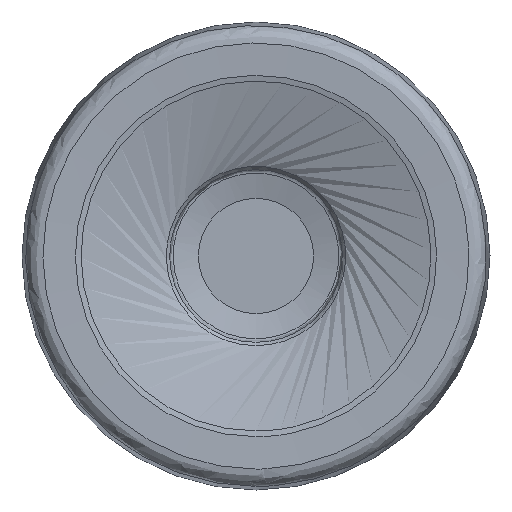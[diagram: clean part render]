
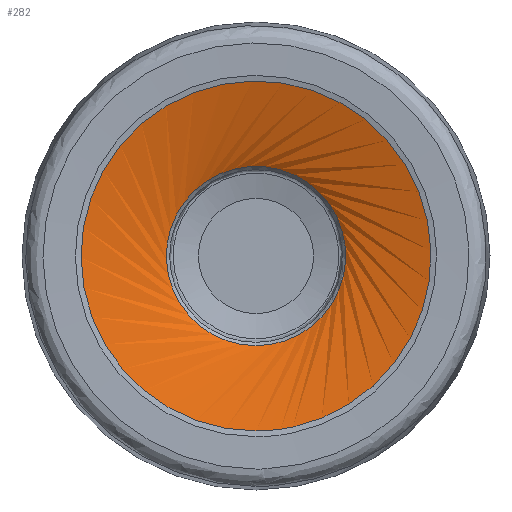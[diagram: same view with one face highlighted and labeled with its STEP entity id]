
A CAD part, left-side view. The second image highlights one B-rep face of the part: STEP entity #282.
In plain terms, the highlighted face is a revolution surface.
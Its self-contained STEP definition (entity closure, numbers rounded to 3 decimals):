
#42=SURFACE_OF_REVOLUTION('',#64,#56);
#56=AXIS1_PLACEMENT('',#738,#641);
#64=LINE('',#737,#72);
#72=VECTOR('',#640,2.565);
#252=FACE_BOUND('',#339,.T.);
#253=FACE_BOUND('',#340,.T.);
#282=ADVANCED_FACE('',(#252,#253),#42,.T.);
#339=EDGE_LOOP('',(#393));
#340=EDGE_LOOP('',(#394));
#393=ORIENTED_EDGE('',*,*,#450,.F.);
#394=ORIENTED_EDGE('',*,*,#449,.T.);
#422=VERTEX_POINT('',#732);
#423=VERTEX_POINT('',#736);
#449=EDGE_CURVE('',#422,#422,#476,.T.);
#450=EDGE_CURVE('',#423,#423,#477,.T.);
#476=CIRCLE('',#523,1.945);
#477=CIRCLE('',#525,3.797);
#523=AXIS2_PLACEMENT_3D('',#731,#633,#634);
#525=AXIS2_PLACEMENT_3D('',#735,#638,#639);
#633=DIRECTION('',(1.,0.,0.));
#634=DIRECTION('',(0.,0.,-1.));
#638=DIRECTION('',(1.,0.,0.));
#639=DIRECTION('',(0.,0.,-1.));
#640=DIRECTION('',(-0.256,-0.909,-0.33));
#641=DIRECTION('',(1.,0.,0.));
#731=CARTESIAN_POINT('',(0.73,0.,0.));
#732=CARTESIAN_POINT('',(0.73,0.,-1.945));
#735=CARTESIAN_POINT('',(0.075,0.,0.));
#736=CARTESIAN_POINT('',(0.075,0.,-3.797));
#737=CARTESIAN_POINT('',(0.73,-1.437,1.311));
#738=CARTESIAN_POINT('',(0.,0.,0.));
